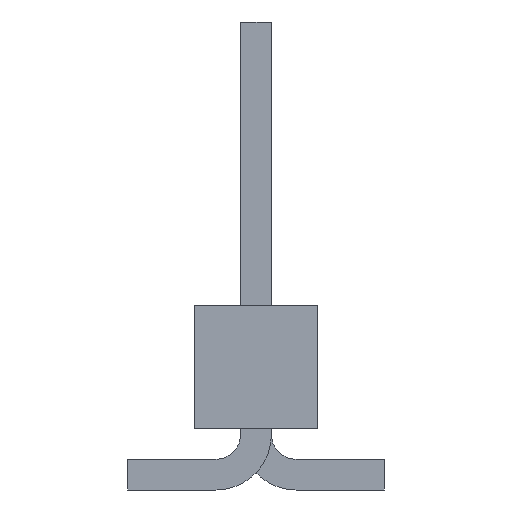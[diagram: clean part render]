
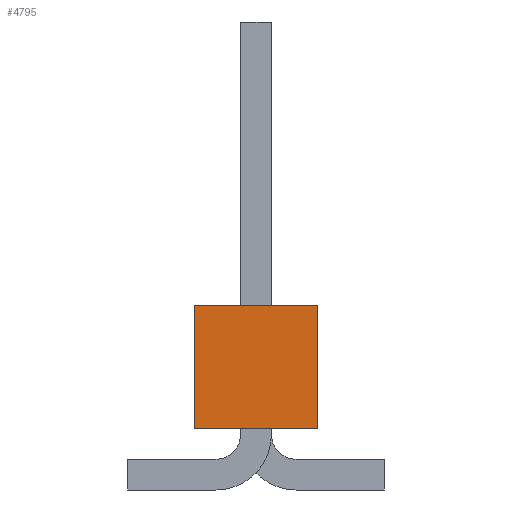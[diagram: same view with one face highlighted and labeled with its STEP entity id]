
A CAD part, left-side view. The second image highlights one B-rep face of the part: STEP entity #4795.
In plain terms, the highlighted planar face has unit normal (-1, 0, 0).
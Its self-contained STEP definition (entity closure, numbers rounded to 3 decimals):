
#746 = VERTEX_POINT('',#747);
#747 = CARTESIAN_POINT('',(-25.4,1.27,-1.27));
#753 = EDGE_CURVE('',#746,#754,#756,.T.);
#754 = VERTEX_POINT('',#755);
#755 = CARTESIAN_POINT('',(-25.4,1.27,1.27));
#756 = LINE('',#757,#758);
#757 = CARTESIAN_POINT('',(-25.4,1.27,-1.27));
#758 = VECTOR('',#759,1.);
#759 = DIRECTION('',(0.,0.,1.));
#3890 = VERTEX_POINT('',#3891);
#3891 = CARTESIAN_POINT('',(-25.4,-1.27,1.27));
#3897 = EDGE_CURVE('',#3898,#3890,#3900,.T.);
#3898 = VERTEX_POINT('',#3899);
#3899 = CARTESIAN_POINT('',(-25.4,-1.27,-1.27));
#3900 = LINE('',#3901,#3902);
#3901 = CARTESIAN_POINT('',(-25.4,-1.27,-1.27));
#3902 = VECTOR('',#3903,1.);
#3903 = DIRECTION('',(0.,0.,1.));
#3926 = EDGE_CURVE('',#746,#3898,#3927,.T.);
#3927 = LINE('',#3928,#3929);
#3928 = CARTESIAN_POINT('',(-25.4,1.27,-1.27));
#3929 = VECTOR('',#3930,1.);
#3930 = DIRECTION('',(0.,-1.,0.));
#4784 = EDGE_CURVE('',#754,#3890,#4785,.T.);
#4785 = LINE('',#4786,#4787);
#4786 = CARTESIAN_POINT('',(-25.4,1.27,1.27));
#4787 = VECTOR('',#4788,1.);
#4788 = DIRECTION('',(0.,-1.,0.));
#4795 = ADVANCED_FACE('',(#4796),#4802,.F.);
#4796 = FACE_BOUND('',#4797,.T.);
#4797 = EDGE_LOOP('',(#4798,#4799,#4800,#4801));
#4798 = ORIENTED_EDGE('',*,*,#3897,.T.);
#4799 = ORIENTED_EDGE('',*,*,#4784,.F.);
#4800 = ORIENTED_EDGE('',*,*,#753,.F.);
#4801 = ORIENTED_EDGE('',*,*,#3926,.T.);
#4802 = PLANE('',#4803);
#4803 = AXIS2_PLACEMENT_3D('',#4804,#4805,#4806);
#4804 = CARTESIAN_POINT('',(-25.4,1.27,-1.27));
#4805 = DIRECTION('',(1.,0.,0.));
#4806 = DIRECTION('',(0.,0.,-1.));
